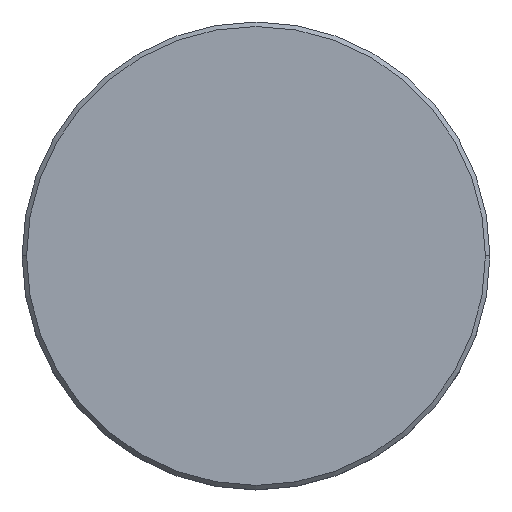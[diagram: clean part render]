
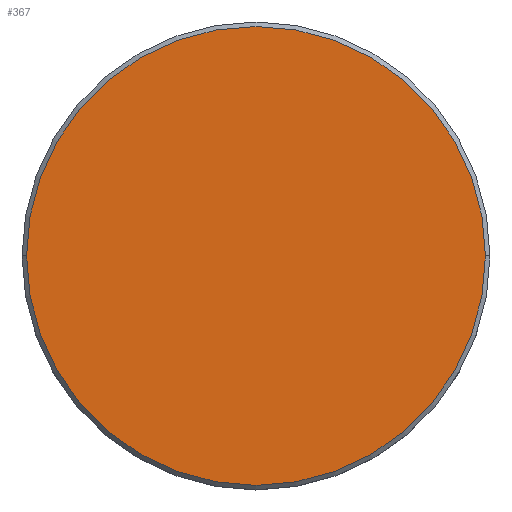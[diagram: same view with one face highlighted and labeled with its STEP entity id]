
A CAD part, top view. The second image highlights one B-rep face of the part: STEP entity #367.
In plain terms, the highlighted planar face has unit normal (0, 0, 1).
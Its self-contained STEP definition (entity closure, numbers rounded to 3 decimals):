
#11 = VERTEX_POINT ( 'NONE', #421 ) ;
#54 = EDGE_CURVE ( 'NONE', #11, #148, #1114, .T. ) ;
#68 = EDGE_LOOP ( 'NONE', ( #538, #628 ) ) ;
#148 = VERTEX_POINT ( 'NONE', #454 ) ;
#201 = DIRECTION ( 'NONE',  ( 1., 0., 0. ) ) ;
#212 = EDGE_CURVE ( 'NONE', #148, #11, #1129, .T. ) ;
#254 = AXIS2_PLACEMENT_3D ( 'NONE', #823, #1026, #201 ) ;
#367 = ADVANCED_FACE ( 'NONE', ( #654 ), #743, .T. ) ;
#421 = CARTESIAN_POINT ( 'NONE',  ( 25.5, 0., 0. ) ) ;
#454 = CARTESIAN_POINT ( 'NONE',  ( -25.5, 0., 0. ) ) ;
#458 = DIRECTION ( 'NONE',  ( 0., 0., 1. ) ) ;
#538 = ORIENTED_EDGE ( 'NONE', *, *, #212, .T. ) ;
#604 = AXIS2_PLACEMENT_3D ( 'NONE', #779, #1056, #880 ) ;
#620 = AXIS2_PLACEMENT_3D ( 'NONE', #1181, #458, #715 ) ;
#628 = ORIENTED_EDGE ( 'NONE', *, *, #54, .T. ) ;
#654 = FACE_OUTER_BOUND ( 'NONE', #68, .T. ) ;
#715 = DIRECTION ( 'NONE',  ( 1., 0., 0. ) ) ;
#743 = PLANE ( 'NONE',  #254 ) ;
#779 = CARTESIAN_POINT ( 'NONE',  ( 0., 0., 0. ) ) ;
#823 = CARTESIAN_POINT ( 'NONE',  ( 0., 0., 0. ) ) ;
#880 = DIRECTION ( 'NONE',  ( 1., 0., 0. ) ) ;
#1026 = DIRECTION ( 'NONE',  ( 0., 0., 1. ) ) ;
#1056 = DIRECTION ( 'NONE',  ( 0., 0., 1. ) ) ;
#1114 = CIRCLE ( 'NONE', #604, 25.5 ) ;
#1129 = CIRCLE ( 'NONE', #620, 25.5 ) ;
#1181 = CARTESIAN_POINT ( 'NONE',  ( 0., 0., 0. ) ) ;
